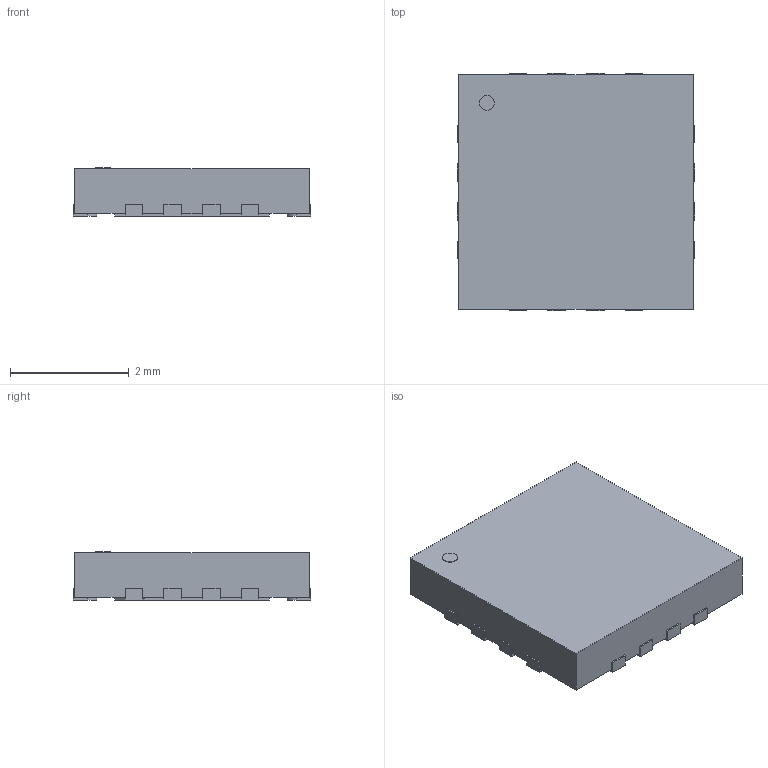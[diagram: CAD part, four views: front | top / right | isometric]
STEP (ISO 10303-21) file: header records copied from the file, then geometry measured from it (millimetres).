
FILE_DESCRIPTION(/* description */ ('model of LFCSP-16-1EP_4x4mm_P0.65mm_EP2.6x2.6mm'),/* implementation_level */ '2;1');
FILE_NAME(/* name */ 'LFCSP-16-1EP_4x4mm_P0.65mm_EP2.6x2.6mm.step',/* time_stamp */ '2022-12-19T15:26:51',/* author */ ('KiCAD','kicad'),/* organization */ ('OCCT'),/* preprocessor_version */ '',/* originating_system */ 'KiCAD',/* authorisation */ '');
FILE_SCHEMA(('AUTOMOTIVE_DESIGN { 1 0 10303 214 1 1 1 1 }'));
Length unit declared in the file: millimetre
Products named in the file (9): CQ assembly; 2cfbccc0-7fa9-11ed-9d4c-acde48001122; 2cfbccc0-7fa9-11ed-9d4c-acde48001122_part; 2cfbcf72-7fa9-11ed-9d4c-acde48001122; 2cfbcf72-7fa9-11ed-9d4c-acde48001122_part; 2cfbd094-7fa9-11ed-9d4c-acde48001122; 2cfbd094-7fa9-11ed-9d4c-acde48001122_part; 2cfbd134-7fa9-11ed-9d4c-acde48001122; 2cfbd134-7fa9-11ed-9d4c-acde48001122_part
Assembly tree (8 placements, depth 4):
  CQ assembly
    2cfbccc0-7fa9-11ed-9d4c-acde48001122
      2cfbccc0-7fa9-11ed-9d4c-acde48001122_part
      2cfbcf72-7fa9-11ed-9d4c-acde48001122
        2cfbcf72-7fa9-11ed-9d4c-acde48001122_part
      2cfbd094-7fa9-11ed-9d4c-acde48001122
        2cfbd094-7fa9-11ed-9d4c-acde48001122_part
      2cfbd134-7fa9-11ed-9d4c-acde48001122
        2cfbd134-7fa9-11ed-9d4c-acde48001122_part
Bounding box: 4 x 4 x 0.81 mm (x, y, z)
Volume: 12.1 mm3; surface area: 66.5 mm2
Topology: 19 solids, 19 shells, 182 faces, 429 edges, 286 vertices
Faces by surface type: plane 149, cylinder 33
Full cylindrical faces by diameter (mm): 0.25 x1
Entity records: 5436 total; most frequent: CARTESIAN_POINT 906, DIRECTION 877, ORIENTED_EDGE 858, EDGE_CURVE 429, LINE 363, VECTOR 363, VERTEX_POINT 286, AXIS2_PLACEMENT_3D 257
